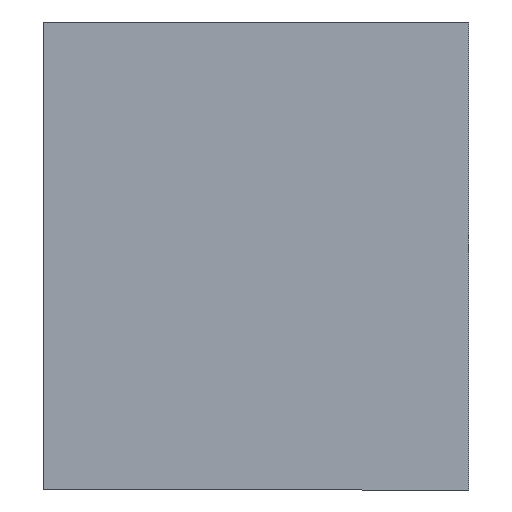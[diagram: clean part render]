
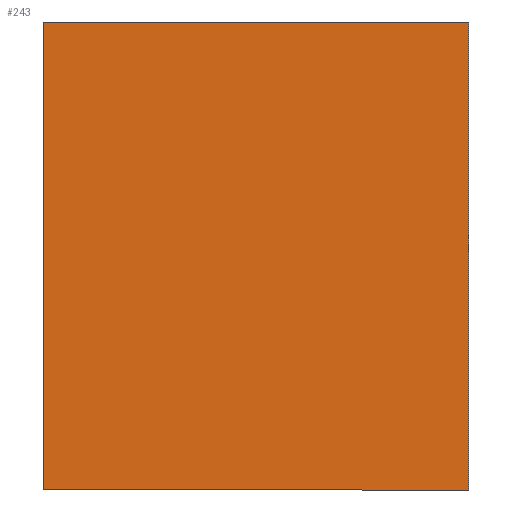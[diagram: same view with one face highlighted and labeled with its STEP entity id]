
A CAD part, left-side view. The second image highlights one B-rep face of the part: STEP entity #243.
In plain terms, the highlighted planar face has unit normal (-1, 0, 0).
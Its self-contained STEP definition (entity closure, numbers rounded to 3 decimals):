
#21=EDGE_CURVE('',#22,#24,#26,.T.);
#22=VERTEX_POINT('',#23);
#23=CARTESIAN_POINT('',(-2.25,1.,0.));
#24=VERTEX_POINT('',#25);
#25=CARTESIAN_POINT('',(-2.25,-1.,0.));
#26=LINE('',#23,#27);
#27=VECTOR('',#28,1.);
#28=DIRECTION('',(0.,-1.,0.));
#35=DIRECTION('',(1.,0.,0.));
#96=VECTOR('',#97,1.);
#97=DIRECTION('',(0.,0.,-1.));
#230=VERTEX_POINT('',#231);
#231=CARTESIAN_POINT('',(-2.25,-1.,2.2));
#234=EDGE_CURVE('',#235,#230,#237,.T.);
#235=VERTEX_POINT('',#236);
#236=CARTESIAN_POINT('',(-2.25,1.,2.2));
#237=LINE('',#236,#27);
#243=ADVANCED_FACE('',(#244),#254,.F.);
#244=FACE_BOUND('',#245,.F.);
#245=EDGE_LOOP('',(#246,#247,#250,#251));
#246=ORIENTED_EDGE('',*,*,#234,.T.);
#247=ORIENTED_EDGE('',*,*,#248,.T.);
#248=EDGE_CURVE('',#230,#24,#249,.T.);
#249=LINE('',#231,#96);
#250=ORIENTED_EDGE('',*,*,#21,.F.);
#251=ORIENTED_EDGE('',*,*,#252,.F.);
#252=EDGE_CURVE('',#235,#22,#253,.T.);
#253=LINE('',#236,#96);
#254=PLANE('',#255);
#255=AXIS2_PLACEMENT_3D('',#236,#35,#97);
